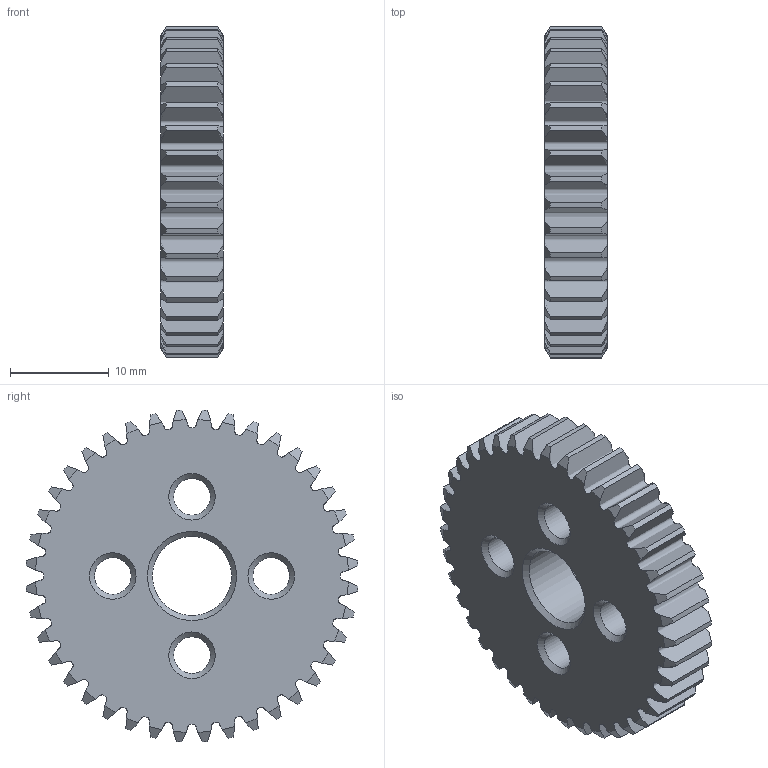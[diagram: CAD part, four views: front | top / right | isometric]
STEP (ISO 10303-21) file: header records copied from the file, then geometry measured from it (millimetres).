
FILE_DESCRIPTION(/* description */ (''),/* implementation_level */ '2;1');
FILE_NAME(/* name */ '39028_TXM-Gear40-Tooth v1.step',/* time_stamp */ '2020-10-25T13:30:58-04:00',/* author */ (''),/* organization */ (''),/* preprocessor_version */ 'ST-DEVELOPER v18.1',/* originating_system */ 'Autodesk Translation Framework v9.3.0.1241',/* authorisation */ '');
FILE_SCHEMA (('AUTOMOTIVE_DESIGN { 1 0 10303 214 3 1 1 }'));
Length unit declared in the file: millimetre
Products named in the file (1): 39028_TXM-Gear40-Tooth
Bounding box: 6.35 x 33.53 x 33.53 mm (x, y, z)
Volume: 4371.7 mm3; surface area: 3005.8 mm2
Topology: 1 solids, 1 shells, 177 faces, 520 edges, 345 vertices
Faces by surface type: cone 90, cylinder 45, bspline 40, plane 2
Full cylindrical faces by diameter (mm): 3.7 x4, 8 x1
Entity records: 19799 total; most frequent: CARTESIAN_POINT 15443, ORIENTED_EDGE 1040, DIRECTION 741, EDGE_CURVE 520, VERTEX_POINT 345, AXIS2_PLACEMENT_3D 323, B_SPLINE_CURVE_WITH_KNOTS 240, EDGE_LOOP 187
